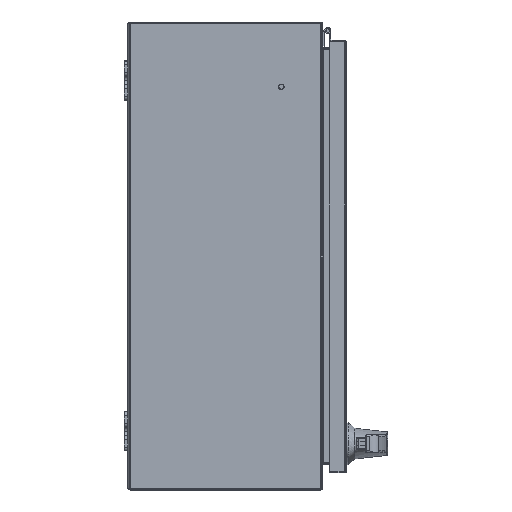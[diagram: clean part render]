
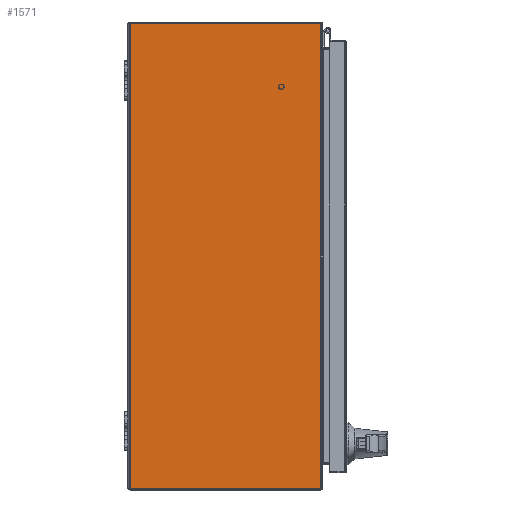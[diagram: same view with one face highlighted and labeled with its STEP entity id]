
A CAD part, front view. The second image highlights one B-rep face of the part: STEP entity #1571.
In plain terms, the highlighted face is planar.
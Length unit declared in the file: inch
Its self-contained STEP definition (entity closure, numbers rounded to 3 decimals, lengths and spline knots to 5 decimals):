
#1571 = ADVANCED_FACE ( 'NONE', ( #81385 ), #10681, .T. ) ;
#3347 = CARTESIAN_POINT ( 'NONE',  ( 11.92792, -9.892, -15. ) ) ;
#4198 = CARTESIAN_POINT ( 'NONE',  ( -11.892, -9.892, -15. ) ) ;
#10681 = PLANE ( 'NONE',  #21616 ) ;
#18061 = VECTOR ( 'NONE', #64566, 39.37008 ) ;
#18548 = EDGE_LOOP ( 'NONE', ( #87547, #19724, #85983, #28952 ) ) ;
#19724 = ORIENTED_EDGE ( 'NONE', *, *, #57299, .T. ) ;
#21616 = AXIS2_PLACEMENT_3D ( 'NONE', #100108, #68308, #50699 ) ;
#25148 = VERTEX_POINT ( 'NONE', #98965 ) ;
#26839 = VERTEX_POINT ( 'NONE', #3347 ) ;
#28952 = ORIENTED_EDGE ( 'NONE', *, *, #64422, .F. ) ;
#30063 = EDGE_CURVE ( 'NONE', #89708, #47371, #103226, .T. ) ;
#38234 = CARTESIAN_POINT ( 'NONE',  ( -11.92792, -0.108, -15. ) ) ;
#38616 = CARTESIAN_POINT ( 'NONE',  ( -11.892, -0.108, -15. ) ) ;
#38864 = VECTOR ( 'NONE', #71227, 39.37008 ) ;
#47371 = VERTEX_POINT ( 'NONE', #88491 ) ;
#50699 = DIRECTION ( 'NONE',  ( 0., -1., 0. ) ) ;
#52139 = DIRECTION ( 'NONE',  ( 0., -1., 0. ) ) ;
#57299 = EDGE_CURVE ( 'NONE', #47371, #26839, #103771, .T. ) ;
#60820 = CARTESIAN_POINT ( 'NONE',  ( 11.92792, 39.37008, -15. ) ) ;
#63688 = DIRECTION ( 'NONE',  ( 0., -1., 0. ) ) ;
#64422 = EDGE_CURVE ( 'NONE', #89708, #25148, #96383, .T. ) ;
#64566 = DIRECTION ( 'NONE',  ( 1., 0., 0. ) ) ;
#67017 = EDGE_CURVE ( 'NONE', #26839, #25148, #74992, .T. ) ;
#68308 = DIRECTION ( 'NONE',  ( 0., 0., -1. ) ) ;
#71227 = DIRECTION ( 'NONE',  ( -1., 0., 0. ) ) ;
#74992 = LINE ( 'NONE', #4198, #38864 ) ;
#80634 = CARTESIAN_POINT ( 'NONE',  ( -11.92792, 39.37008, -15. ) ) ;
#81385 = FACE_OUTER_BOUND ( 'NONE', #18548, .T. ) ;
#85983 = ORIENTED_EDGE ( 'NONE', *, *, #67017, .T. ) ;
#87547 = ORIENTED_EDGE ( 'NONE', *, *, #30063, .T. ) ;
#88491 = CARTESIAN_POINT ( 'NONE',  ( 11.92792, -0.108, -15. ) ) ;
#89708 = VERTEX_POINT ( 'NONE', #38234 ) ;
#96383 = LINE ( 'NONE', #80634, #98813 ) ;
#98813 = VECTOR ( 'NONE', #63688, 39.37008 ) ;
#98965 = CARTESIAN_POINT ( 'NONE',  ( -11.92792, -9.892, -15. ) ) ;
#100108 = CARTESIAN_POINT ( 'NONE',  ( -11.892, -0.06248, -15. ) ) ;
#102529 = VECTOR ( 'NONE', #52139, 39.37008 ) ;
#103226 = LINE ( 'NONE', #38616, #18061 ) ;
#103771 = LINE ( 'NONE', #60820, #102529 ) ;
